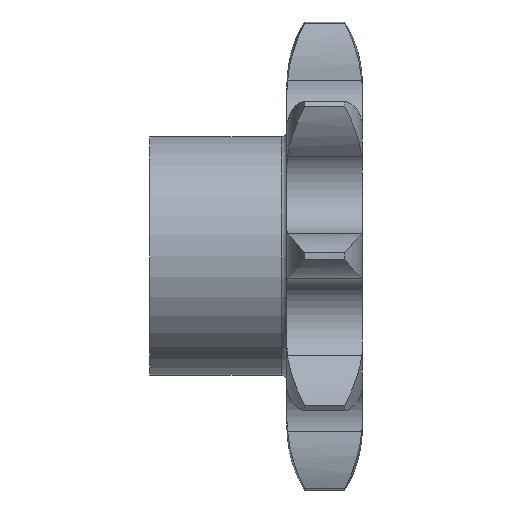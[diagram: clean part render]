
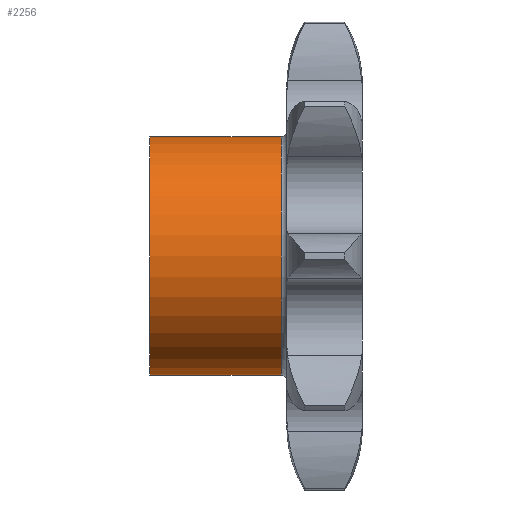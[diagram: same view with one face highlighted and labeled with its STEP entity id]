
A CAD part, front view. The second image highlights one B-rep face of the part: STEP entity #2256.
In plain terms, the highlighted cylindrical face has radius 8.41 mm (diameter 16.819 mm), a partial arc.
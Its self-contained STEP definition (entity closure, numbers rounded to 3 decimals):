
#112 = CARTESIAN_POINT ( 'NONE',  ( -9.68, 0., 0. ) ) ;
#138 = CARTESIAN_POINT ( 'NONE',  ( -16.681, 0., 0. ) ) ;
#265 = EDGE_CURVE ( 'NONE', #580, #2620, #1977, .T. ) ;
#297 = DIRECTION ( 'NONE',  ( -1., 0., 0. ) ) ;
#458 = VECTOR ( 'NONE', #2252, 1000. ) ;
#496 = CARTESIAN_POINT ( 'NONE',  ( -16.681, 0., -8.41 ) ) ;
#526 = EDGE_CURVE ( 'NONE', #580, #1914, #1127, .T. ) ;
#580 = VERTEX_POINT ( 'NONE', #1461 ) ;
#678 = CARTESIAN_POINT ( 'NONE',  ( -0.4, 0., 0. ) ) ;
#1057 = DIRECTION ( 'NONE',  ( 1., 0., 0. ) ) ;
#1084 = EDGE_CURVE ( 'NONE', #1914, #2415, #1724, .T. ) ;
#1127 = CIRCLE ( 'NONE', #2623, 8.41 ) ;
#1326 = AXIS2_PLACEMENT_3D ( 'NONE', #678, #297, #1725 ) ;
#1421 = CYLINDRICAL_SURFACE ( 'NONE', #2363, 8.41 ) ;
#1461 = CARTESIAN_POINT ( 'NONE',  ( -9.68, 0., 8.41 ) ) ;
#1473 = DIRECTION ( 'NONE',  ( 1., 0., 0. ) ) ;
#1488 = CARTESIAN_POINT ( 'NONE',  ( -0.4, 0., 8.41 ) ) ;
#1508 = ORIENTED_EDGE ( 'NONE', *, *, #1084, .T. ) ;
#1562 = ORIENTED_EDGE ( 'NONE', *, *, #526, .T. ) ;
#1593 = CARTESIAN_POINT ( 'NONE',  ( -9.68, 0., -8.41 ) ) ;
#1644 = EDGE_CURVE ( 'NONE', #2415, #2620, #2650, .T. ) ;
#1724 = LINE ( 'NONE', #496, #458 ) ;
#1725 = DIRECTION ( 'NONE',  ( 0., 0., -1. ) ) ;
#1881 = DIRECTION ( 'NONE',  ( 1., 0., 0. ) ) ;
#1914 = VERTEX_POINT ( 'NONE', #1593 ) ;
#1977 = LINE ( 'NONE', #2520, #2463 ) ;
#2042 = FACE_OUTER_BOUND ( 'NONE', #2243, .T. ) ;
#2185 = ORIENTED_EDGE ( 'NONE', *, *, #265, .F. ) ;
#2203 = DIRECTION ( 'NONE',  ( 0., 0., -1. ) ) ;
#2243 = EDGE_LOOP ( 'NONE', ( #2185, #1562, #1508, #2304 ) ) ;
#2252 = DIRECTION ( 'NONE',  ( 1., 0., 0. ) ) ;
#2256 = ADVANCED_FACE ( 'NONE', ( #2042 ), #1421, .T. ) ;
#2304 = ORIENTED_EDGE ( 'NONE', *, *, #1644, .T. ) ;
#2363 = AXIS2_PLACEMENT_3D ( 'NONE', #138, #1881, #2203 ) ;
#2415 = VERTEX_POINT ( 'NONE', #2445 ) ;
#2445 = CARTESIAN_POINT ( 'NONE',  ( -0.4, 0., -8.41 ) ) ;
#2463 = VECTOR ( 'NONE', #1473, 1000. ) ;
#2520 = CARTESIAN_POINT ( 'NONE',  ( -16.681, 0., 8.41 ) ) ;
#2571 = DIRECTION ( 'NONE',  ( 0., 0., -1. ) ) ;
#2620 = VERTEX_POINT ( 'NONE', #1488 ) ;
#2623 = AXIS2_PLACEMENT_3D ( 'NONE', #112, #1057, #2571 ) ;
#2650 = CIRCLE ( 'NONE', #1326, 8.41 ) ;
